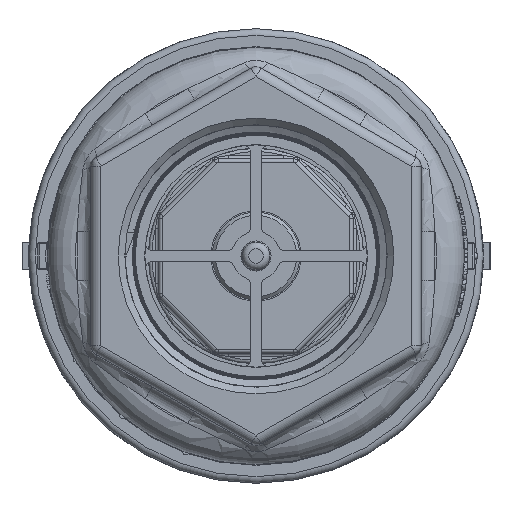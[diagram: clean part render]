
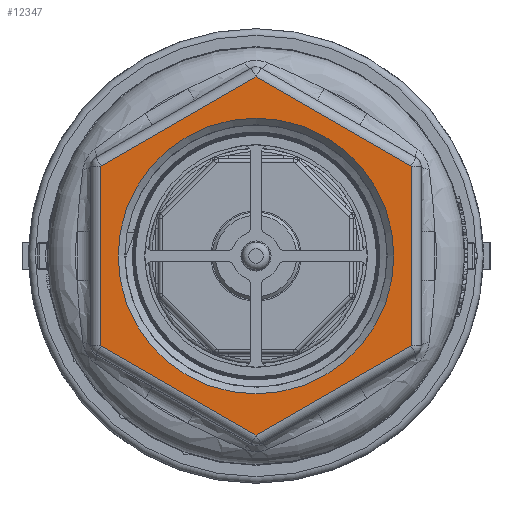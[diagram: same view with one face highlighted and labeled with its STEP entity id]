
A CAD part, left-side view. The second image highlights one B-rep face of the part: STEP entity #12347.
In plain terms, the highlighted planar face has unit normal (-1, 0, 0).
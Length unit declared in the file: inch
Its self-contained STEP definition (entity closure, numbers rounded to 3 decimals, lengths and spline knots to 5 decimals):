
#648=FACE_BOUND('',#2119,.T.);
#834=PLANE('',#13567);
#1318=FACE_OUTER_BOUND('',#2118,.T.);
#2118=EDGE_LOOP('',(#10049,#10050,#10051,#10052,#10053,#10054));
#2119=EDGE_LOOP('',(#10055));
#2840=CIRCLE('',#13568,1.24);
#4040=LINE('',#22849,#4761);
#4042=LINE('',#22857,#4763);
#4044=LINE('',#22867,#4765);
#4046=LINE('',#22877,#4767);
#4048=LINE('',#22887,#4769);
#4050=LINE('',#22896,#4771);
#4761=VECTOR('',#15971,0.3937);
#4763=VECTOR('',#15979,0.3937);
#4765=VECTOR('',#15991,0.3937);
#4767=VECTOR('',#16003,0.3937);
#4769=VECTOR('',#16015,0.3937);
#4771=VECTOR('',#16027,0.3937);
#5686=VERTEX_POINT('',#22846);
#5687=VERTEX_POINT('',#22848);
#5690=VERTEX_POINT('',#22856);
#5693=VERTEX_POINT('',#22866);
#5696=VERTEX_POINT('',#22876);
#5699=VERTEX_POINT('',#22886);
#5716=VERTEX_POINT('',#22979);
#7189=EDGE_CURVE('',#5686,#5687,#4040,.T.);
#7193=EDGE_CURVE('',#5687,#5690,#4042,.T.);
#7198=EDGE_CURVE('',#5690,#5693,#4044,.T.);
#7203=EDGE_CURVE('',#5693,#5696,#4046,.T.);
#7208=EDGE_CURVE('',#5696,#5699,#4048,.T.);
#7213=EDGE_CURVE('',#5699,#5686,#4050,.T.);
#7237=EDGE_CURVE('',#5716,#5716,#2840,.T.);
#10049=ORIENTED_EDGE('',*,*,#7189,.F.);
#10050=ORIENTED_EDGE('',*,*,#7213,.F.);
#10051=ORIENTED_EDGE('',*,*,#7208,.F.);
#10052=ORIENTED_EDGE('',*,*,#7203,.F.);
#10053=ORIENTED_EDGE('',*,*,#7198,.F.);
#10054=ORIENTED_EDGE('',*,*,#7193,.F.);
#10055=ORIENTED_EDGE('',*,*,#7237,.T.);
#12347=ADVANCED_FACE('',(#1318,#648),#834,.T.);
#13567=AXIS2_PLACEMENT_3D('',#22978,#16061,#16062);
#13568=AXIS2_PLACEMENT_3D('',#22980,#16063,#16064);
#15971=DIRECTION('',(0.,0.866,0.5));
#15979=DIRECTION('',(0.,0.,1.));
#15991=DIRECTION('',(0.,-0.866,0.5));
#16003=DIRECTION('',(0.,-0.866,-0.5));
#16015=DIRECTION('',(0.,0.,-1.));
#16027=DIRECTION('',(0.,0.866,-0.5));
#16061=DIRECTION('center_axis',(-1.,0.,0.));
#16062=DIRECTION('ref_axis',(0.,0.,1.));
#16063=DIRECTION('center_axis',(1.,0.,0.));
#16064=DIRECTION('ref_axis',(0.,1.,0.));
#22846=CARTESIAN_POINT('',(-3.38,0.,-1.61081));
#22848=CARTESIAN_POINT('',(-3.38,1.395,-0.8054));
#22849=CARTESIAN_POINT('',(-3.38,0.83719,-1.12746));
#22856=CARTESIAN_POINT('',(-3.38,1.395,0.8054));
#22857=CARTESIAN_POINT('',(-3.38,1.395,-0.42868));
#22866=CARTESIAN_POINT('',(-3.38,0.,1.61081));
#22867=CARTESIAN_POINT('',(-3.38,1.57969,0.69877));
#22876=CARTESIAN_POINT('',(-3.38,-1.395,0.8054));
#22877=CARTESIAN_POINT('',(-3.38,0.18469,1.71744));
#22886=CARTESIAN_POINT('',(-3.38,-1.395,-0.8054));
#22887=CARTESIAN_POINT('',(-3.38,-1.395,0.42868));
#22896=CARTESIAN_POINT('',(-3.38,-0.55781,-1.28875));
#22978=CARTESIAN_POINT('Origin',(-3.38,1.3625,0.));
#22979=CARTESIAN_POINT('',(-3.38,-1.24,0.));
#22980=CARTESIAN_POINT('Origin',(-3.38,0.,0.));
